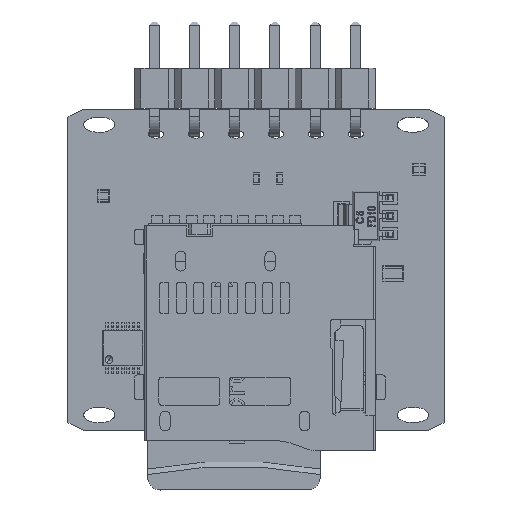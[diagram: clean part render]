
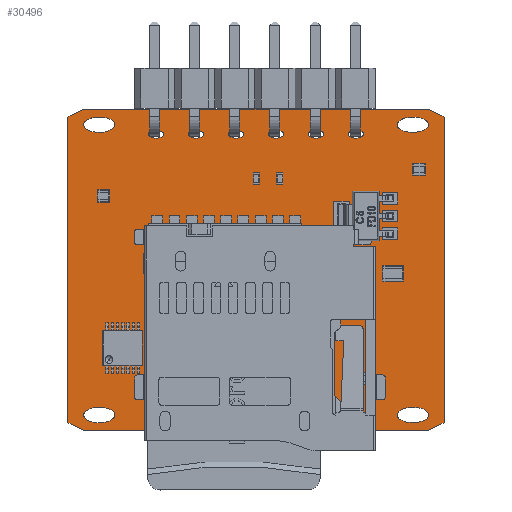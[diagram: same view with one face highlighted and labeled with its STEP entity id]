
A CAD part, top view. The second image highlights one B-rep face of the part: STEP entity #30496.
In plain terms, the highlighted planar face has unit normal (0, 0, 1).
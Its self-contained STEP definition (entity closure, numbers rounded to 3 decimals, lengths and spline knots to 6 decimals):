
#838=FACE_BOUND('',#3945,.T.);
#839=FACE_BOUND('',#3946,.T.);
#840=FACE_BOUND('',#3947,.T.);
#841=FACE_BOUND('',#3948,.T.);
#842=FACE_BOUND('',#3949,.T.);
#843=FACE_BOUND('',#3950,.T.);
#844=FACE_BOUND('',#3951,.T.);
#845=FACE_BOUND('',#3952,.T.);
#846=FACE_BOUND('',#3953,.T.);
#847=FACE_BOUND('',#3954,.T.);
#980=PLANE('',#32361);
#2262=FACE_OUTER_BOUND('',#3944,.T.);
#3944=EDGE_LOOP('',(#21292,#21293,#21294,#21295,#21296,#21297,#21298,#21299,
#21300,#21301,#21302,#21303));
#3945=EDGE_LOOP('',(#21304));
#3946=EDGE_LOOP('',(#21305));
#3947=EDGE_LOOP('',(#21306));
#3948=EDGE_LOOP('',(#21307));
#3949=EDGE_LOOP('',(#21308));
#3950=EDGE_LOOP('',(#21309));
#3951=EDGE_LOOP('',(#21310));
#3952=EDGE_LOOP('',(#21311));
#3953=EDGE_LOOP('',(#21312));
#3954=EDGE_LOOP('',(#21313));
#5730=LINE('',#42694,#9528);
#5734=LINE('',#42703,#9532);
#5741=LINE('',#42758,#9539);
#5742=LINE('',#42760,#9540);
#5749=LINE('',#42838,#9547);
#5753=LINE('',#42888,#9551);
#5757=LINE('',#42894,#9555);
#5766=LINE('',#42954,#9564);
#5768=LINE('',#42958,#9566);
#5769=LINE('',#42961,#9567);
#5770=LINE('',#42963,#9568);
#5771=LINE('',#42964,#9569);
#9528=VECTOR('',#34520,0.001);
#9532=VECTOR('',#34526,0.00049);
#9539=VECTOR('',#34543,0.000787);
#9540=VECTOR('',#34546,0.000787);
#9547=VECTOR('',#34567,0.00049);
#9551=VECTOR('',#34581,0.000787);
#9555=VECTOR('',#34587,0.000787);
#9564=VECTOR('',#34608,0.001);
#9566=VECTOR('',#34612,0.001);
#9567=VECTOR('',#34615,0.00049);
#9568=VECTOR('',#34616,0.001);
#9569=VECTOR('',#34617,0.00049);
#13325=ELLIPSE('',#32332,0.0005,0.000245);
#13327=ELLIPSE('',#32336,0.001,0.00049);
#13329=ELLIPSE('',#32338,0.001,0.00049);
#13331=ELLIPSE('',#32342,0.0005,0.000245);
#13333=ELLIPSE('',#32344,0.0005,0.000245);
#13335=ELLIPSE('',#32346,0.0005,0.000245);
#13337=ELLIPSE('',#32349,0.001,0.00049);
#13339=ELLIPSE('',#32351,0.001,0.00049);
#13341=ELLIPSE('',#32355,0.0005,0.000245);
#13343=ELLIPSE('',#32357,0.0005,0.000245);
#13649=VERTEX_POINT('',#42686);
#13651=VERTEX_POINT('',#42691);
#13652=VERTEX_POINT('',#42693);
#13655=VERTEX_POINT('',#42700);
#13656=VERTEX_POINT('',#42702);
#13659=VERTEX_POINT('',#42727);
#13661=VERTEX_POINT('',#42750);
#13663=VERTEX_POINT('',#42756);
#13665=VERTEX_POINT('',#42782);
#13667=VERTEX_POINT('',#42805);
#13669=VERTEX_POINT('',#42828);
#13672=VERTEX_POINT('',#42835);
#13673=VERTEX_POINT('',#42837);
#13675=VERTEX_POINT('',#42860);
#13677=VERTEX_POINT('',#42883);
#13678=VERTEX_POINT('',#42887);
#13681=VERTEX_POINT('',#42915);
#13683=VERTEX_POINT('',#42938);
#13688=VERTEX_POINT('',#42952);
#13689=VERTEX_POINT('',#42956);
#13690=VERTEX_POINT('',#42960);
#13691=VERTEX_POINT('',#42962);
#16641=EDGE_CURVE('',#13649,#13649,#13325,.F.);
#16643=EDGE_CURVE('',#13651,#13652,#5730,.T.);
#16647=EDGE_CURVE('',#13656,#13655,#5734,.F.);
#16652=EDGE_CURVE('',#13659,#13659,#13327,.F.);
#16655=EDGE_CURVE('',#13661,#13661,#13329,.F.);
#16658=EDGE_CURVE('',#13663,#13655,#5741,.F.);
#16659=EDGE_CURVE('',#13656,#13651,#5742,.T.);
#16663=EDGE_CURVE('',#13665,#13665,#13331,.F.);
#16666=EDGE_CURVE('',#13667,#13667,#13333,.F.);
#16669=EDGE_CURVE('',#13669,#13669,#13335,.F.);
#16672=EDGE_CURVE('',#13672,#13673,#5749,.F.);
#16676=EDGE_CURVE('',#13675,#13675,#13337,.F.);
#16679=EDGE_CURVE('',#13677,#13677,#13339,.F.);
#16680=EDGE_CURVE('',#13678,#13673,#5753,.F.);
#16684=EDGE_CURVE('',#13672,#13652,#5757,.T.);
#16687=EDGE_CURVE('',#13681,#13681,#13341,.F.);
#16690=EDGE_CURVE('',#13683,#13683,#13343,.F.);
#16697=EDGE_CURVE('',#13678,#13688,#5766,.T.);
#16699=EDGE_CURVE('',#13689,#13663,#5768,.T.);
#16700=EDGE_CURVE('',#13690,#13689,#5769,.T.);
#16701=EDGE_CURVE('',#13691,#13690,#5770,.T.);
#16702=EDGE_CURVE('',#13688,#13691,#5771,.T.);
#21292=ORIENTED_EDGE('',*,*,#16697,.F.);
#21293=ORIENTED_EDGE('',*,*,#16680,.T.);
#21294=ORIENTED_EDGE('',*,*,#16672,.F.);
#21295=ORIENTED_EDGE('',*,*,#16684,.T.);
#21296=ORIENTED_EDGE('',*,*,#16643,.F.);
#21297=ORIENTED_EDGE('',*,*,#16659,.F.);
#21298=ORIENTED_EDGE('',*,*,#16647,.T.);
#21299=ORIENTED_EDGE('',*,*,#16658,.F.);
#21300=ORIENTED_EDGE('',*,*,#16699,.F.);
#21301=ORIENTED_EDGE('',*,*,#16700,.F.);
#21302=ORIENTED_EDGE('',*,*,#16701,.F.);
#21303=ORIENTED_EDGE('',*,*,#16702,.F.);
#21304=ORIENTED_EDGE('',*,*,#16690,.T.);
#21305=ORIENTED_EDGE('',*,*,#16676,.T.);
#21306=ORIENTED_EDGE('',*,*,#16687,.T.);
#21307=ORIENTED_EDGE('',*,*,#16666,.F.);
#21308=ORIENTED_EDGE('',*,*,#16663,.F.);
#21309=ORIENTED_EDGE('',*,*,#16652,.F.);
#21310=ORIENTED_EDGE('',*,*,#16655,.F.);
#21311=ORIENTED_EDGE('',*,*,#16641,.F.);
#21312=ORIENTED_EDGE('',*,*,#16669,.T.);
#21313=ORIENTED_EDGE('',*,*,#16679,.T.);
#30496=ADVANCED_FACE('',(#2262,#838,#839,#840,#841,#842,#843,#844,#845,
#846,#847),#980,.T.);
#32332=AXIS2_PLACEMENT_3D('',#42688,#34515,#34516);
#32336=AXIS2_PLACEMENT_3D('',#42729,#34532,#34533);
#32338=AXIS2_PLACEMENT_3D('',#42752,#34537,#34538);
#32342=AXIS2_PLACEMENT_3D('',#42784,#34551,#34552);
#32344=AXIS2_PLACEMENT_3D('',#42807,#34556,#34557);
#32346=AXIS2_PLACEMENT_3D('',#42830,#34561,#34562);
#32349=AXIS2_PLACEMENT_3D('',#42862,#34572,#34573);
#32351=AXIS2_PLACEMENT_3D('',#42885,#34577,#34578);
#32355=AXIS2_PLACEMENT_3D('',#42917,#34591,#34592);
#32357=AXIS2_PLACEMENT_3D('',#42940,#34596,#34597);
#32361=AXIS2_PLACEMENT_3D('',#42959,#34613,#34614);
#34515=DIRECTION('center_axis',(0.,0.,-1.));
#34516=DIRECTION('ref_axis',(1.,0.,0.));
#34520=DIRECTION('',(1.,0.,0.));
#34526=DIRECTION('',(0.,1.,0.));
#34532=DIRECTION('center_axis',(0.,0.,-1.));
#34533=DIRECTION('ref_axis',(1.,0.,0.));
#34537=DIRECTION('center_axis',(0.,0.,-1.));
#34538=DIRECTION('ref_axis',(1.,0.,0.));
#34543=DIRECTION('',(0.898,-0.44,0.));
#34546=DIRECTION('',(0.898,0.44,0.));
#34551=DIRECTION('center_axis',(0.,0.,-1.));
#34552=DIRECTION('ref_axis',(1.,0.,0.));
#34556=DIRECTION('center_axis',(0.,0.,-1.));
#34557=DIRECTION('ref_axis',(1.,0.,0.));
#34561=DIRECTION('center_axis',(0.,0.,1.));
#34562=DIRECTION('ref_axis',(-1.,0.,0.));
#34567=DIRECTION('',(0.,1.,0.));
#34572=DIRECTION('center_axis',(0.,0.,1.));
#34573=DIRECTION('ref_axis',(-1.,0.,0.));
#34577=DIRECTION('center_axis',(0.,0.,1.));
#34578=DIRECTION('ref_axis',(-1.,0.,0.));
#34581=DIRECTION('',(-0.898,-0.44,0.));
#34587=DIRECTION('',(-0.898,0.44,0.));
#34591=DIRECTION('center_axis',(0.,0.,1.));
#34592=DIRECTION('ref_axis',(-1.,0.,0.));
#34596=DIRECTION('center_axis',(0.,0.,1.));
#34597=DIRECTION('ref_axis',(-1.,0.,0.));
#34608=DIRECTION('',(-1.,0.,0.));
#34612=DIRECTION('',(-1.,0.,0.));
#34613=DIRECTION('center_axis',(0.,0.,1.));
#34614=DIRECTION('ref_axis',(1.,0.,0.));
#34615=DIRECTION('',(0.,-1.,0.));
#34616=DIRECTION('',(-1.,0.,0.));
#34617=DIRECTION('',(0.,1.,0.));
#42686=CARTESIAN_POINT('',(-0.001775,0.039698,0.00125));
#42688=CARTESIAN_POINT('Origin',(-0.001275,0.039698,0.00125));
#42691=CARTESIAN_POINT('',(-0.011,0.04129,0.00125));
#42693=CARTESIAN_POINT('',(0.011,0.04129,0.00125));
#42694=CARTESIAN_POINT('',(0.,0.04129,0.00125));
#42700=CARTESIAN_POINT('',(-0.012,0.021298,0.00125));
#42702=CARTESIAN_POINT('',(-0.012,0.0408,0.00125));
#42703=CARTESIAN_POINT('',(-0.012,0.031049,0.00125));
#42727=CARTESIAN_POINT('',(-0.011,0.04031,0.00125));
#42729=CARTESIAN_POINT('Origin',(-0.01,0.04031,0.00125));
#42750=CARTESIAN_POINT('',(-0.011,0.021788,0.00125));
#42752=CARTESIAN_POINT('Origin',(-0.01,0.021788,0.00125));
#42756=CARTESIAN_POINT('',(-0.011,0.020808,0.00125));
#42758=CARTESIAN_POINT('',(-0.0115,0.021053,0.00125));
#42760=CARTESIAN_POINT('',(-0.0115,0.041045,0.00125));
#42782=CARTESIAN_POINT('',(-0.004325,0.039698,0.00125));
#42784=CARTESIAN_POINT('Origin',(-0.003825,0.039698,0.00125));
#42805=CARTESIAN_POINT('',(-0.006875,0.039698,0.00125));
#42807=CARTESIAN_POINT('Origin',(-0.006375,0.039698,0.00125));
#42828=CARTESIAN_POINT('',(0.000775,0.039698,0.00125));
#42830=CARTESIAN_POINT('Origin',(0.001275,0.039698,0.00125));
#42835=CARTESIAN_POINT('',(0.012,0.0408,0.00125));
#42837=CARTESIAN_POINT('',(0.012,0.021298,0.00125));
#42838=CARTESIAN_POINT('',(0.012,0.031049,0.00125));
#42860=CARTESIAN_POINT('',(0.009,0.04031,0.00125));
#42862=CARTESIAN_POINT('Origin',(0.01,0.04031,0.00125));
#42883=CARTESIAN_POINT('',(0.009,0.021788,0.00125));
#42885=CARTESIAN_POINT('Origin',(0.01,0.021788,0.00125));
#42887=CARTESIAN_POINT('',(0.011,0.020808,0.00125));
#42888=CARTESIAN_POINT('',(0.0115,0.021053,0.00125));
#42894=CARTESIAN_POINT('',(0.0115,0.041045,0.00125));
#42915=CARTESIAN_POINT('',(0.003325,0.039698,0.00125));
#42917=CARTESIAN_POINT('Origin',(0.003825,0.039698,0.00125));
#42938=CARTESIAN_POINT('',(0.005875,0.039698,0.00125));
#42940=CARTESIAN_POINT('Origin',(0.006375,0.039698,0.00125));
#42952=CARTESIAN_POINT('',(0.0015,0.020808,0.00125));
#42954=CARTESIAN_POINT('',(0.00625,0.020808,0.00125));
#42956=CARTESIAN_POINT('',(-0.0042,0.020808,0.00125));
#42958=CARTESIAN_POINT('',(-0.0076,0.020808,0.00125));
#42959=CARTESIAN_POINT('Origin',(0.,0.020808,0.00125));
#42960=CARTESIAN_POINT('',(-0.0042,0.021298,0.00125));
#42961=CARTESIAN_POINT('',(-0.0042,0.021053,0.00125));
#42962=CARTESIAN_POINT('',(0.0015,0.021298,0.00125));
#42963=CARTESIAN_POINT('',(-0.00135,0.021298,0.00125));
#42964=CARTESIAN_POINT('',(0.0015,0.021053,0.00125));
